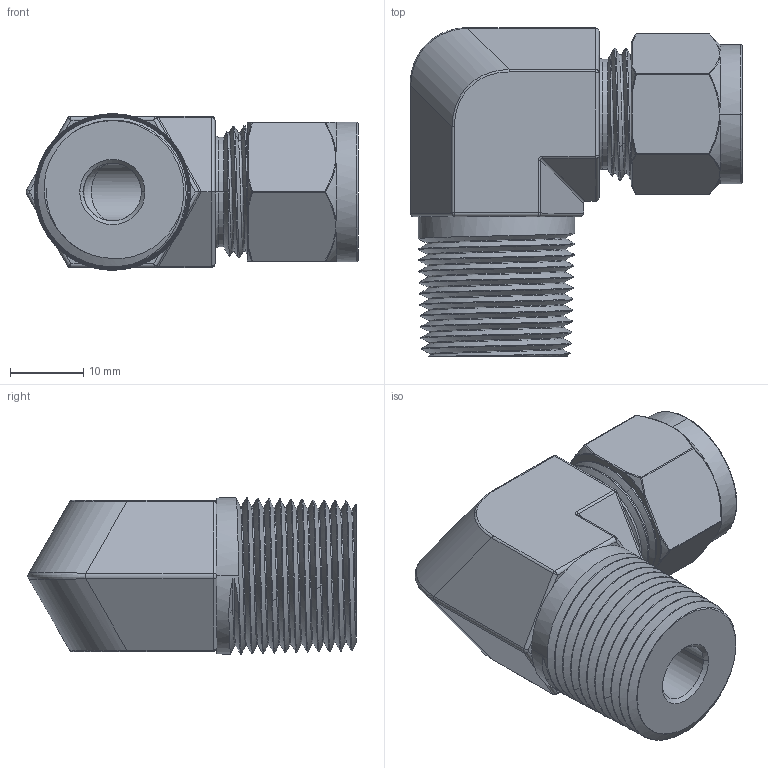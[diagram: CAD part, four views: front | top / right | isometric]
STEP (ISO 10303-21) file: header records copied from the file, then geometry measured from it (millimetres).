
FILE_DESCRIPTION((''),'2;1');
FILE_NAME('001_CLMA_MALE_ELBOW_MASTER_ASM','2025-06-26T15:04:00',('Administrator'),(''),'CREO PARAMETRIC BY PTC INC, 2020414','CREO PARAMETRIC BY PTC INC, 2020414','');
FILE_SCHEMA(('AUTOMOTIVE_DESIGN { 1 0 10303 214 1 1 1 1 }'));
Length unit declared in the file: millimetre
Products named in the file (5): DIN2353-TUBE; DIN2353_TUBE_NUT; BACK_FERRULE; FRONT_FERRULE; 001_CLMA_MALE_ELBOW_MASTER_ASM
Assembly tree (4 placements, depth 2):
  001_CLMA_MALE_ELBOW_MASTER_ASM
    DIN2353-TUBE
    DIN2353_TUBE_NUT
    BACK_FERRULE
    FRONT_FERRULE
Bounding box: 45.28 x 44.78 x 21.33 mm (x, y, z)
Volume: 17367.9 mm3; surface area: 10343.6 mm2
Topology: 4 solids, 4 shells, 298 faces, 704 edges, 456 vertices
Faces by surface type: cylinder 82, bspline 64, cone 51, plane 41, torus 36, sphere 24
Entity records: 32315 total; most frequent: CARTESIAN_POINT 24486, ORIENTED_EDGE 1348, DIRECTION 1232, EDGE_CURVE 674, AXIS2_PLACEMENT_3D 505, VERTEX_POINT 386, PRESENTATION_STYLE_ASSIGNMENT 377, STYLED_ITEM 377
